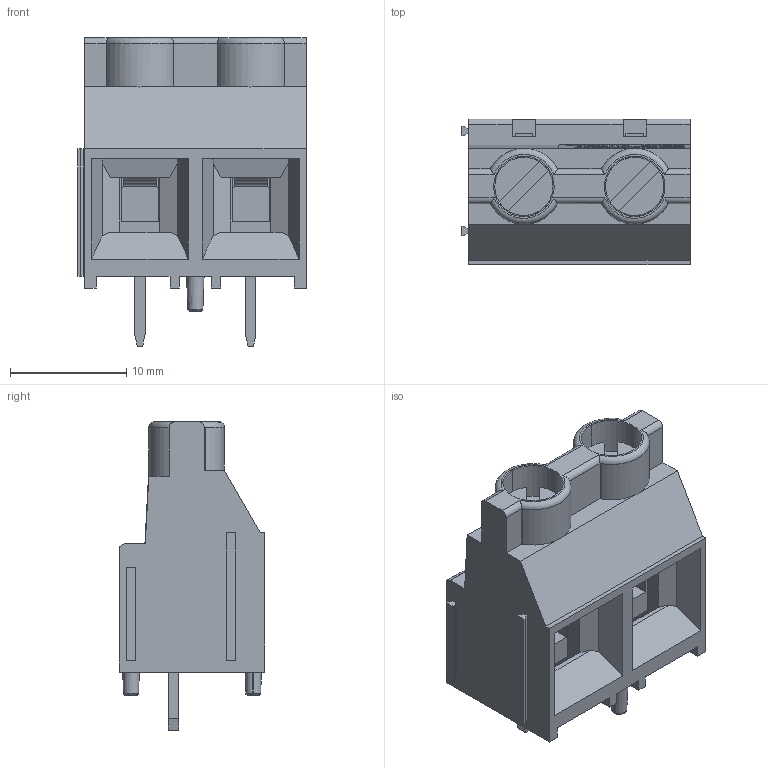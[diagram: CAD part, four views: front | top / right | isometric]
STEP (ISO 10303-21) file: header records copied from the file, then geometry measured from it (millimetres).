
FILE_DESCRIPTION(('STEP AP214'),'1');
FILE_NAME('cctmp_1AD6724F-444F-4A5E-ABC7-5EDDA7868847_2023_05_15_10_58_38_0059_4968..stp','2023-05-15T10:58:38',('PHOENIX CONTACT Deutschland GmbH'),('CADClick - www.CADClick.com'),'Spatial InterOp 3D',' ','unknown authorization');
FILE_SCHEMA(('AUTOMOTIVE_DESIGN'));
Length unit declared in the file: millimetre
Products named in the file (8): 2023_05_15_10_58_37_0700; 2023_05_15_10_58_38_0059; 2023_05_15_10_58_38_0044; 2023_05_15_10_58_38_0028; 2023_05_15_10_58_38_0012; 2023_05_15_10_58_37_0997; 2023_05_15_10_58_37_0981; 2023_05_15_10_58_37_0934
Assembly tree (7 placements, depth 2):
  2023_05_15_10_58_37_0700
    2023_05_15_10_58_38_0059
    2023_05_15_10_58_38_0044
    2023_05_15_10_58_38_0028
    2023_05_15_10_58_38_0012
    2023_05_15_10_58_37_0997
    2023_05_15_10_58_37_0981
    2023_05_15_10_58_37_0934
Bounding box: 19.61 x 12.52 x 26.5 mm (x, y, z)
Volume: 2847.2 mm3; surface area: 3923.4 mm2
Topology: 7 solids, 7 shells, 908 faces, 2531 edges, 1678 vertices
Faces by surface type: plane 787, cylinder 72, bspline 31, torus 10, cone 8
Entity records: 56329 total; most frequent: CARTESIAN_POINT 7866, ORIENTED_EDGE 5062, STYLED_ITEM 4452, PRESENTATION_STYLE_ASSIGNMENT 4452, COLOUR_RGB 4452, DIRECTION 4401, EDGE_CURVE 2531, LINE 2263
